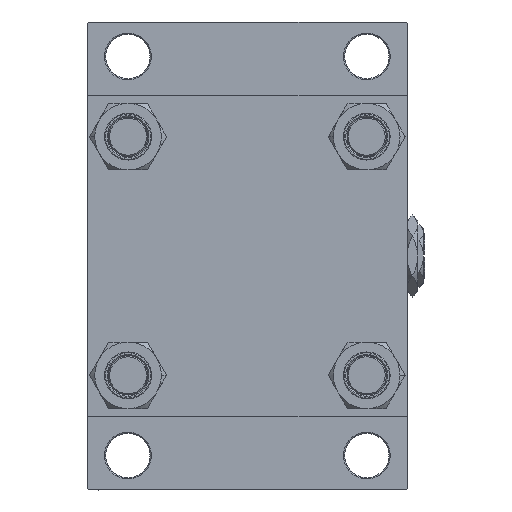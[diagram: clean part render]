
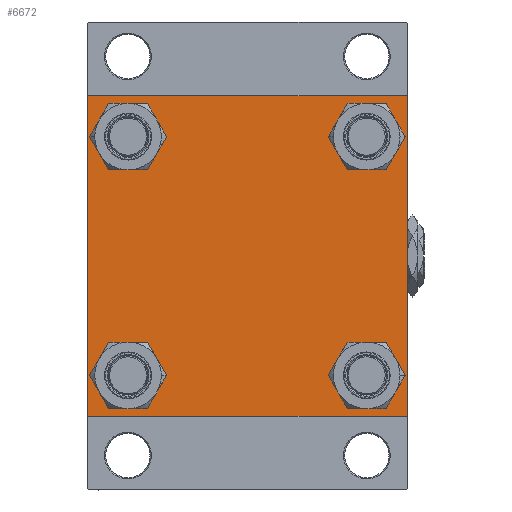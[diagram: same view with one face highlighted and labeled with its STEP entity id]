
A CAD part, left-side view. The second image highlights one B-rep face of the part: STEP entity #6672.
In plain terms, the highlighted planar face has unit normal (-1, 0, 0).
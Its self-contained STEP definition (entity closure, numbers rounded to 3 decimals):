
#204 = ORIENTED_EDGE ( 'NONE', *, *, #2177, .T. ) ;
#1106 = VERTEX_POINT ( 'NONE', #16875 ) ;
#2177 = EDGE_CURVE ( 'NONE', #24913, #41398, #5886, .T. ) ;
#2743 = EDGE_LOOP ( 'NONE', ( #28609, #48586 ) ) ;
#2780 = AXIS2_PLACEMENT_3D ( 'NONE', #33016, #37332, #33515 ) ;
#3013 = VERTEX_POINT ( 'NONE', #42916 ) ;
#3027 = LINE ( 'NONE', #18512, #29654 ) ;
#3476 = CARTESIAN_POINT ( 'NONE',  ( 0., 64.75, -64.75 ) ) ;
#3606 = DIRECTION ( 'NONE',  ( 0., -0.707, 0.707 ) ) ;
#3859 = DIRECTION ( 'NONE',  ( 0., 0., 1. ) ) ;
#4103 = CARTESIAN_POINT ( 'NONE',  ( 0., 48.45, -48.45 ) ) ;
#4174 = ORIENTED_EDGE ( 'NONE', *, *, #9067, .T. ) ;
#4185 = EDGE_CURVE ( 'NONE', #24631, #21398, #22217, .T. ) ;
#4384 = CARTESIAN_POINT ( 'NONE',  ( 0., -48.45, 48.45 ) ) ;
#4541 = DIRECTION ( 'NONE',  ( 0., 0., 1. ) ) ;
#5507 = CARTESIAN_POINT ( 'NONE',  ( 0., -64.5, 65. ) ) ;
#5886 = CIRCLE ( 'NONE', #9952, 8.5 ) ;
#6330 = DIRECTION ( 'NONE',  ( 0., 0.707, 0.707 ) ) ;
#6672 = ADVANCED_FACE ( 'NONE', ( #29895, #46403, #38777, #23262, #6765 ), #49715, .T. ) ;
#6765 = FACE_OUTER_BOUND ( 'NONE', #44945, .T. ) ;
#7763 = ORIENTED_EDGE ( 'NONE', *, *, #10823, .F. ) ;
#7859 = CARTESIAN_POINT ( 'NONE',  ( 0., -48.45, 39.95 ) ) ;
#8033 = VECTOR ( 'NONE', #18957, 1000. ) ;
#8050 = CARTESIAN_POINT ( 'NONE',  ( 0., -48.45, -48.45 ) ) ;
#8297 = ORIENTED_EDGE ( 'NONE', *, *, #19653, .T. ) ;
#9067 = EDGE_CURVE ( 'NONE', #25850, #49577, #3027, .T. ) ;
#9949 = VERTEX_POINT ( 'NONE', #14918 ) ;
#9952 = AXIS2_PLACEMENT_3D ( 'NONE', #48894, #14075, #41295 ) ;
#10823 = EDGE_CURVE ( 'NONE', #25850, #34008, #47238, .T. ) ;
#10845 = EDGE_CURVE ( 'NONE', #25632, #26202, #31378, .T. ) ;
#11083 = CARTESIAN_POINT ( 'NONE',  ( 0., 0., 0. ) ) ;
#11804 = EDGE_CURVE ( 'NONE', #27169, #3013, #38077, .T. ) ;
#11874 = VECTOR ( 'NONE', #16223, 1000. ) ;
#13059 = CARTESIAN_POINT ( 'NONE',  ( 0., -48.45, 56.95 ) ) ;
#13150 = DIRECTION ( 'NONE',  ( 1., 0., 0. ) ) ;
#13520 = ORIENTED_EDGE ( 'NONE', *, *, #38912, .T. ) ;
#13603 = EDGE_CURVE ( 'NONE', #45585, #9949, #41143, .T. ) ;
#14075 = DIRECTION ( 'NONE',  ( 1., 0., 0. ) ) ;
#14918 = CARTESIAN_POINT ( 'NONE',  ( 0., -64.5, -65. ) ) ;
#15048 = AXIS2_PLACEMENT_3D ( 'NONE', #20771, #13150, #36291 ) ;
#16223 = DIRECTION ( 'NONE',  ( 0., 0., -1. ) ) ;
#16272 = DIRECTION ( 'NONE',  ( 1., 0., 0. ) ) ;
#16632 = VERTEX_POINT ( 'NONE', #41881 ) ;
#16875 = CARTESIAN_POINT ( 'NONE',  ( 0., 65., -64.5 ) ) ;
#16986 = CARTESIAN_POINT ( 'NONE',  ( 0., -48.45, -56.95 ) ) ;
#17750 = EDGE_LOOP ( 'NONE', ( #41249, #204 ) ) ;
#18512 = CARTESIAN_POINT ( 'NONE',  ( 0., -64.75, 64.75 ) ) ;
#18582 = VECTOR ( 'NONE', #24129, 1000. ) ;
#18957 = DIRECTION ( 'NONE',  ( 0., -0.707, -0.707 ) ) ;
#19306 = VECTOR ( 'NONE', #3606, 1000. ) ;
#19475 = EDGE_CURVE ( 'NONE', #27169, #49577, #23634, .T. ) ;
#19622 = DIRECTION ( 'NONE',  ( 0., 0., 1. ) ) ;
#19653 = EDGE_CURVE ( 'NONE', #1106, #45585, #26591, .T. ) ;
#19874 = DIRECTION ( 'NONE',  ( 1., 0., 0. ) ) ;
#20771 = CARTESIAN_POINT ( 'NONE',  ( 0., 48.45, 48.45 ) ) ;
#20810 = VECTOR ( 'NONE', #41896, 1000. ) ;
#20930 = ORIENTED_EDGE ( 'NONE', *, *, #19475, .F. ) ;
#21398 = VERTEX_POINT ( 'NONE', #24570 ) ;
#22017 = VECTOR ( 'NONE', #39325, 1000. ) ;
#22217 = CIRCLE ( 'NONE', #47350, 8.5 ) ;
#23262 = FACE_BOUND ( 'NONE', #2743, .T. ) ;
#23634 = LINE ( 'NONE', #32520, #18582 ) ;
#23656 = ORIENTED_EDGE ( 'NONE', *, *, #11804, .T. ) ;
#23780 = DIRECTION ( 'NONE',  ( 0., 0., 1. ) ) ;
#24100 = CARTESIAN_POINT ( 'NONE',  ( 0., -65., 65. ) ) ;
#24129 = DIRECTION ( 'NONE',  ( 0., -1., 0. ) ) ;
#24570 = CARTESIAN_POINT ( 'NONE',  ( 0., 48.45, 56.95 ) ) ;
#24631 = VERTEX_POINT ( 'NONE', #27509 ) ;
#24660 = CIRCLE ( 'NONE', #2780, 8.5 ) ;
#24913 = VERTEX_POINT ( 'NONE', #16986 ) ;
#25099 = EDGE_CURVE ( 'NONE', #3013, #1106, #45461, .T. ) ;
#25345 = CARTESIAN_POINT ( 'NONE',  ( 0., 64.5, -65. ) ) ;
#25632 = VERTEX_POINT ( 'NONE', #13059 ) ;
#25850 = VERTEX_POINT ( 'NONE', #46842 ) ;
#25875 = CARTESIAN_POINT ( 'NONE',  ( 0., 65., -65. ) ) ;
#26202 = VERTEX_POINT ( 'NONE', #7859 ) ;
#26591 = LINE ( 'NONE', #3476, #8033 ) ;
#26608 = DIRECTION ( 'NONE',  ( 1., 0., 0. ) ) ;
#26631 = CARTESIAN_POINT ( 'NONE',  ( 0., 64.75, 64.75 ) ) ;
#27169 = VERTEX_POINT ( 'NONE', #32740 ) ;
#27504 = CARTESIAN_POINT ( 'NONE',  ( 0., -65., -64.5 ) ) ;
#27509 = CARTESIAN_POINT ( 'NONE',  ( 0., 48.45, 39.95 ) ) ;
#27633 = CARTESIAN_POINT ( 'NONE',  ( 0., 65., 65. ) ) ;
#28609 = ORIENTED_EDGE ( 'NONE', *, *, #37328, .T. ) ;
#28759 = CARTESIAN_POINT ( 'NONE',  ( 0., 48.45, -56.95 ) ) ;
#29654 = VECTOR ( 'NONE', #6330, 1000. ) ;
#29895 = FACE_BOUND ( 'NONE', #34021, .T. ) ;
#31378 = CIRCLE ( 'NONE', #46824, 8.5 ) ;
#31545 = AXIS2_PLACEMENT_3D ( 'NONE', #4103, #16272, #3859 ) ;
#32520 = CARTESIAN_POINT ( 'NONE',  ( 0., 65., 65. ) ) ;
#32740 = CARTESIAN_POINT ( 'NONE',  ( 0., 64.5, 65. ) ) ;
#32962 = VECTOR ( 'NONE', #49253, 1000. ) ;
#33016 = CARTESIAN_POINT ( 'NONE',  ( 0., 48.45, -48.45 ) ) ;
#33515 = DIRECTION ( 'NONE',  ( 0., 0., 1. ) ) ;
#34008 = VERTEX_POINT ( 'NONE', #27504 ) ;
#34021 = EDGE_LOOP ( 'NONE', ( #46337, #48691 ) ) ;
#34180 = ORIENTED_EDGE ( 'NONE', *, *, #13603, .T. ) ;
#34278 = EDGE_LOOP ( 'NONE', ( #13520, #47916 ) ) ;
#35323 = CIRCLE ( 'NONE', #15048, 8.5 ) ;
#36069 = AXIS2_PLACEMENT_3D ( 'NONE', #11083, #45400, #42347 ) ;
#36291 = DIRECTION ( 'NONE',  ( 0., 0., 1. ) ) ;
#37328 = EDGE_CURVE ( 'NONE', #21398, #24631, #35323, .T. ) ;
#37332 = DIRECTION ( 'NONE',  ( 1., 0., 0. ) ) ;
#37414 = LINE ( 'NONE', #41481, #19306 ) ;
#38077 = LINE ( 'NONE', #26631, #20810 ) ;
#38777 = FACE_BOUND ( 'NONE', #34278, .T. ) ;
#38883 = AXIS2_PLACEMENT_3D ( 'NONE', #8050, #42870, #23780 ) ;
#38912 = EDGE_CURVE ( 'NONE', #16632, #42646, #24660, .T. ) ;
#39119 = DIRECTION ( 'NONE',  ( 1., 0., 0. ) ) ;
#39325 = DIRECTION ( 'NONE',  ( 0., 0., -1. ) ) ;
#39614 = CARTESIAN_POINT ( 'NONE',  ( 0., -48.45, 48.45 ) ) ;
#41143 = LINE ( 'NONE', #25875, #32962 ) ;
#41249 = ORIENTED_EDGE ( 'NONE', *, *, #48683, .T. ) ;
#41280 = CIRCLE ( 'NONE', #31545, 8.5 ) ;
#41295 = DIRECTION ( 'NONE',  ( 0., 0., 1. ) ) ;
#41398 = VERTEX_POINT ( 'NONE', #48124 ) ;
#41481 = CARTESIAN_POINT ( 'NONE',  ( 0., -64.75, -64.75 ) ) ;
#41605 = EDGE_CURVE ( 'NONE', #26202, #25632, #46713, .T. ) ;
#41881 = CARTESIAN_POINT ( 'NONE',  ( 0., 48.45, -39.95 ) ) ;
#41896 = DIRECTION ( 'NONE',  ( 0., 0.707, -0.707 ) ) ;
#42117 = CIRCLE ( 'NONE', #38883, 8.5 ) ;
#42127 = DIRECTION ( 'NONE',  ( 0., 0., 1. ) ) ;
#42347 = DIRECTION ( 'NONE',  ( 0., 0., 1. ) ) ;
#42646 = VERTEX_POINT ( 'NONE', #28759 ) ;
#42870 = DIRECTION ( 'NONE',  ( 1., 0., 0. ) ) ;
#42916 = CARTESIAN_POINT ( 'NONE',  ( 0., 65., 64.5 ) ) ;
#44566 = ORIENTED_EDGE ( 'NONE', *, *, #25099, .T. ) ;
#44945 = EDGE_LOOP ( 'NONE', ( #44566, #8297, #34180, #45949, #7763, #4174, #20930, #23656 ) ) ;
#45400 = DIRECTION ( 'NONE',  ( -1., 0., 0. ) ) ;
#45461 = LINE ( 'NONE', #27633, #22017 ) ;
#45585 = VERTEX_POINT ( 'NONE', #25345 ) ;
#45949 = ORIENTED_EDGE ( 'NONE', *, *, #47075, .T. ) ;
#46337 = ORIENTED_EDGE ( 'NONE', *, *, #10845, .T. ) ;
#46403 = FACE_BOUND ( 'NONE', #17750, .T. ) ;
#46713 = CIRCLE ( 'NONE', #48319, 8.5 ) ;
#46824 = AXIS2_PLACEMENT_3D ( 'NONE', #39614, #39119, #4541 ) ;
#46842 = CARTESIAN_POINT ( 'NONE',  ( 0., -65., 64.5 ) ) ;
#47075 = EDGE_CURVE ( 'NONE', #9949, #34008, #37414, .T. ) ;
#47238 = LINE ( 'NONE', #24100, #11874 ) ;
#47350 = AXIS2_PLACEMENT_3D ( 'NONE', #49993, #26608, #42127 ) ;
#47915 = EDGE_CURVE ( 'NONE', #42646, #16632, #41280, .T. ) ;
#47916 = ORIENTED_EDGE ( 'NONE', *, *, #47915, .T. ) ;
#48124 = CARTESIAN_POINT ( 'NONE',  ( 0., -48.45, -39.95 ) ) ;
#48319 = AXIS2_PLACEMENT_3D ( 'NONE', #4384, #19874, #19622 ) ;
#48586 = ORIENTED_EDGE ( 'NONE', *, *, #4185, .T. ) ;
#48683 = EDGE_CURVE ( 'NONE', #41398, #24913, #42117, .T. ) ;
#48691 = ORIENTED_EDGE ( 'NONE', *, *, #41605, .T. ) ;
#48894 = CARTESIAN_POINT ( 'NONE',  ( 0., -48.45, -48.45 ) ) ;
#49253 = DIRECTION ( 'NONE',  ( 0., -1., 0. ) ) ;
#49577 = VERTEX_POINT ( 'NONE', #5507 ) ;
#49715 = PLANE ( 'NONE',  #36069 ) ;
#49993 = CARTESIAN_POINT ( 'NONE',  ( 0., 48.45, 48.45 ) ) ;
